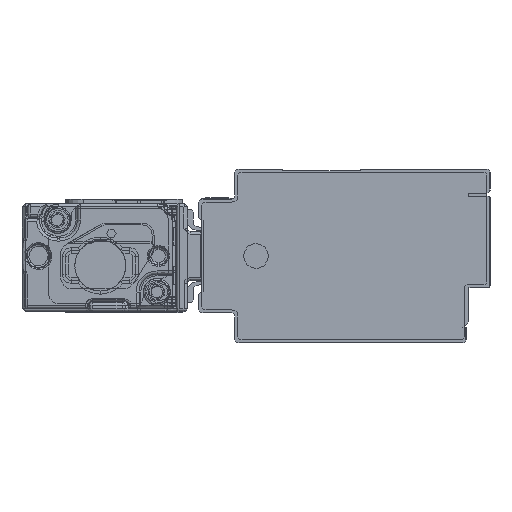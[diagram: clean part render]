
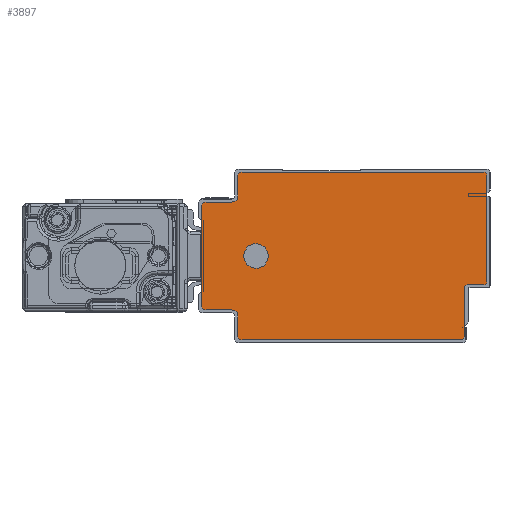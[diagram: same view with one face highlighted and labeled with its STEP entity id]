
A CAD part, left-side view. The second image highlights one B-rep face of the part: STEP entity #3897.
In plain terms, the highlighted planar face has unit normal (-1, 0, 0).
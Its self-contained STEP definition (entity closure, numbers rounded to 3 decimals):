
#1703=AXIS2_PLACEMENT_3D('Circle Axis2P3D',#1701,#1702,$) ;
#1741=AXIS2_PLACEMENT_3D('Circle Axis2P3D',#1739,#1740,$) ;
#1779=AXIS2_PLACEMENT_3D('Circle Axis2P3D',#1777,#1778,$) ;
#1817=AXIS2_PLACEMENT_3D('Circle Axis2P3D',#1815,#1816,$) ;
#3767=AXIS2_PLACEMENT_3D('Circle Axis2P3D',#3765,#3766,$) ;
#3787=AXIS2_PLACEMENT_3D('Plane Axis2P3D',#3784,#3785,#3786) ;
#3791=AXIS2_PLACEMENT_3D('Circle Axis2P3D',#3789,#3790,$) ;
#3805=AXIS2_PLACEMENT_3D('Circle Axis2P3D',#3803,#3804,$) ;
#3819=AXIS2_PLACEMENT_3D('Circle Axis2P3D',#3817,#3818,$) ;
#3833=AXIS2_PLACEMENT_3D('Circle Axis2P3D',#3831,#3832,$) ;
#3847=AXIS2_PLACEMENT_3D('Circle Axis2P3D',#3845,#3846,$) ;
#3881=AXIS2_PLACEMENT_3D('Circle Axis2P3D',#3879,#3880,$) ;
#3890=AXIS2_PLACEMENT_3D('Circle Axis2P3D',#3888,#3889,$) ;
#1659=CARTESIAN_POINT('Line Origine',(-2375.5,-3.5,19.1)) ;
#1663=CARTESIAN_POINT('Vertex',(-2375.5,-3.5,28.)) ;
#1665=CARTESIAN_POINT('Vertex',(-2375.5,-3.5,10.2)) ;
#1701=CARTESIAN_POINT('Axis2P3D Location',(-2375.5,-3.,28.)) ;
#1705=CARTESIAN_POINT('Vertex',(-2375.5,-3.,28.5)) ;
#1720=CARTESIAN_POINT('Line Origine',(-2375.5,17.25,28.5)) ;
#1724=CARTESIAN_POINT('Vertex',(-2375.5,37.5,28.5)) ;
#1739=CARTESIAN_POINT('Axis2P3D Location',(-2375.5,37.5,28.)) ;
#1743=CARTESIAN_POINT('Vertex',(-2375.5,38.,28.)) ;
#1758=CARTESIAN_POINT('Line Origine',(-2375.5,38.,26.25)) ;
#1762=CARTESIAN_POINT('Vertex',(-2375.5,38.,24.5)) ;
#1777=CARTESIAN_POINT('Axis2P3D Location',(-2375.5,39.,24.5)) ;
#1781=CARTESIAN_POINT('Vertex',(-2375.5,39.,23.5)) ;
#1796=CARTESIAN_POINT('Line Origine',(-2375.5,41.25,23.5)) ;
#1800=CARTESIAN_POINT('Vertex',(-2375.5,43.5,23.5)) ;
#1815=CARTESIAN_POINT('Axis2P3D Location',(-2375.5,43.5,23.)) ;
#1819=CARTESIAN_POINT('Vertex',(-2375.5,44.,23.)) ;
#1834=CARTESIAN_POINT('Line Origine',(-2375.5,44.,14.5)) ;
#1838=CARTESIAN_POINT('Vertex',(-2375.5,44.,6.)) ;
#3765=CARTESIAN_POINT('Axis2P3D Location',(-2375.5,-3.,10.2)) ;
#3769=CARTESIAN_POINT('Vertex',(-2375.5,-3.,9.7)) ;
#3784=CARTESIAN_POINT('Axis2P3D Location',(-2375.5,0.,0.)) ;
#3789=CARTESIAN_POINT('Axis2P3D Location',(-2375.5,43.5,6.)) ;
#3793=CARTESIAN_POINT('Vertex',(-2375.5,43.5,5.5)) ;
#3796=CARTESIAN_POINT('Line Origine',(-2375.5,41.25,5.5)) ;
#3800=CARTESIAN_POINT('Vertex',(-2375.5,39.,5.5)) ;
#3803=CARTESIAN_POINT('Axis2P3D Location',(-2375.5,39.,4.5)) ;
#3807=CARTESIAN_POINT('Vertex',(-2375.5,38.,4.5)) ;
#3810=CARTESIAN_POINT('Line Origine',(-2375.5,38.,2.75)) ;
#3814=CARTESIAN_POINT('Vertex',(-2375.5,38.,1.)) ;
#3817=CARTESIAN_POINT('Axis2P3D Location',(-2375.5,37.5,1.)) ;
#3821=CARTESIAN_POINT('Vertex',(-2375.5,37.5,0.5)) ;
#3824=CARTESIAN_POINT('Line Origine',(-2375.5,19.15,0.5)) ;
#3828=CARTESIAN_POINT('Vertex',(-2375.5,0.8,0.5)) ;
#3831=CARTESIAN_POINT('Axis2P3D Location',(-2375.5,0.8,1.)) ;
#3835=CARTESIAN_POINT('Vertex',(-2375.5,0.3,1.)) ;
#3838=CARTESIAN_POINT('Line Origine',(-2375.5,0.3,5.1)) ;
#3842=CARTESIAN_POINT('Vertex',(-2375.5,0.3,9.2)) ;
#3845=CARTESIAN_POINT('Axis2P3D Location',(-2375.5,-0.2,9.2)) ;
#3849=CARTESIAN_POINT('Vertex',(-2375.5,-0.2,9.7)) ;
#3852=CARTESIAN_POINT('Line Origine',(-2375.5,-1.6,9.7)) ;
#3879=CARTESIAN_POINT('Axis2P3D Location',(-2375.5,35.,14.5)) ;
#3883=CARTESIAN_POINT('Vertex',(-2375.5,33.186,13.509)) ;
#3885=CARTESIAN_POINT('Vertex',(-2375.5,36.814,15.491)) ;
#3888=CARTESIAN_POINT('Axis2P3D Location',(-2375.5,35.,14.5)) ;
#1660=DIRECTION('Vector Direction',(0.,0.,-1.)) ;
#1702=DIRECTION('Axis2P3D Direction',(1.,0.,0.)) ;
#1721=DIRECTION('Vector Direction',(0.,1.,0.)) ;
#1740=DIRECTION('Axis2P3D Direction',(1.,0.,0.)) ;
#1759=DIRECTION('Vector Direction',(0.,0.,1.)) ;
#1778=DIRECTION('Axis2P3D Direction',(1.,0.,0.)) ;
#1797=DIRECTION('Vector Direction',(0.,1.,0.)) ;
#1816=DIRECTION('Axis2P3D Direction',(1.,0.,0.)) ;
#1835=DIRECTION('Vector Direction',(0.,0.,1.)) ;
#3766=DIRECTION('Axis2P3D Direction',(1.,0.,0.)) ;
#3785=DIRECTION('Axis2P3D Direction',(1.,0.,0.)) ;
#3786=DIRECTION('Axis2P3D XDirection',(0.,1.,0.)) ;
#3790=DIRECTION('Axis2P3D Direction',(1.,0.,0.)) ;
#3797=DIRECTION('Vector Direction',(0.,-1.,0.)) ;
#3804=DIRECTION('Axis2P3D Direction',(1.,0.,0.)) ;
#3811=DIRECTION('Vector Direction',(0.,0.,1.)) ;
#3818=DIRECTION('Axis2P3D Direction',(1.,0.,0.)) ;
#3825=DIRECTION('Vector Direction',(0.,-1.,0.)) ;
#3832=DIRECTION('Axis2P3D Direction',(1.,0.,0.)) ;
#3839=DIRECTION('Vector Direction',(0.,0.,-1.)) ;
#3846=DIRECTION('Axis2P3D Direction',(1.,0.,0.)) ;
#3853=DIRECTION('Vector Direction',(0.,1.,0.)) ;
#3880=DIRECTION('Axis2P3D Direction',(1.,0.,0.)) ;
#3889=DIRECTION('Axis2P3D Direction',(1.,0.,0.)) ;
#1661=VECTOR('Line Direction',#1660,1.) ;
#1722=VECTOR('Line Direction',#1721,1.) ;
#1760=VECTOR('Line Direction',#1759,1.) ;
#1798=VECTOR('Line Direction',#1797,1.) ;
#1836=VECTOR('Line Direction',#1835,1.) ;
#3798=VECTOR('Line Direction',#3797,1.) ;
#3812=VECTOR('Line Direction',#3811,1.) ;
#3826=VECTOR('Line Direction',#3825,1.) ;
#3840=VECTOR('Line Direction',#3839,1.) ;
#3854=VECTOR('Line Direction',#3853,1.) ;
#3858=ORIENTED_EDGE('',*,*,#1726,.F.) ;
#3859=ORIENTED_EDGE('',*,*,#1745,.F.) ;
#3860=ORIENTED_EDGE('',*,*,#1764,.F.) ;
#3861=ORIENTED_EDGE('',*,*,#1783,.F.) ;
#3862=ORIENTED_EDGE('',*,*,#1802,.F.) ;
#3863=ORIENTED_EDGE('',*,*,#1821,.F.) ;
#3864=ORIENTED_EDGE('',*,*,#1840,.F.) ;
#3865=ORIENTED_EDGE('',*,*,#3795,.F.) ;
#3866=ORIENTED_EDGE('',*,*,#3802,.F.) ;
#3867=ORIENTED_EDGE('',*,*,#3809,.F.) ;
#3868=ORIENTED_EDGE('',*,*,#3816,.F.) ;
#3869=ORIENTED_EDGE('',*,*,#3823,.F.) ;
#3870=ORIENTED_EDGE('',*,*,#3830,.F.) ;
#3871=ORIENTED_EDGE('',*,*,#3837,.F.) ;
#3872=ORIENTED_EDGE('',*,*,#3844,.F.) ;
#3873=ORIENTED_EDGE('',*,*,#3851,.F.) ;
#3874=ORIENTED_EDGE('',*,*,#3856,.F.) ;
#3875=ORIENTED_EDGE('',*,*,#3771,.F.) ;
#3876=ORIENTED_EDGE('',*,*,#1667,.F.) ;
#3877=ORIENTED_EDGE('',*,*,#1707,.F.) ;
#3894=ORIENTED_EDGE('',*,*,#3887,.T.) ;
#3895=ORIENTED_EDGE('',*,*,#3892,.T.) ;
#3896=FACE_BOUND('',#3893,.T.) ;
#3897=ADVANCED_FACE('\X2\FF8EFF9EFF83FF9EFF68FF70\X0\.2',(#3878,#3896),#3788,.F.) ;
#1704=CIRCLE('generated circle',#1703,0.5) ;
#1742=CIRCLE('generated circle',#1741,0.5) ;
#1780=CIRCLE('generated circle',#1779,1.) ;
#1818=CIRCLE('generated circle',#1817,0.5) ;
#3768=CIRCLE('generated circle',#3767,0.5) ;
#3792=CIRCLE('generated circle',#3791,0.5) ;
#3806=CIRCLE('generated circle',#3805,1.) ;
#3820=CIRCLE('generated circle',#3819,0.5) ;
#3834=CIRCLE('generated circle',#3833,0.5) ;
#3848=CIRCLE('generated circle',#3847,0.5) ;
#3882=CIRCLE('generated circle',#3881,2.067) ;
#3891=CIRCLE('generated circle',#3890,2.067) ;
#1667=EDGE_CURVE('',#1664,#1666,#1662,.T.) ;
#1707=EDGE_CURVE('',#1706,#1664,#1704,.T.) ;
#1726=EDGE_CURVE('',#1725,#1706,#1723,.F.) ;
#1745=EDGE_CURVE('',#1744,#1725,#1742,.T.) ;
#1764=EDGE_CURVE('',#1763,#1744,#1761,.T.) ;
#1783=EDGE_CURVE('',#1782,#1763,#1780,.F.) ;
#1802=EDGE_CURVE('',#1801,#1782,#1799,.F.) ;
#1821=EDGE_CURVE('',#1820,#1801,#1818,.T.) ;
#1840=EDGE_CURVE('',#1839,#1820,#1837,.T.) ;
#3771=EDGE_CURVE('',#1666,#3770,#3768,.T.) ;
#3795=EDGE_CURVE('',#3794,#1839,#3792,.T.) ;
#3802=EDGE_CURVE('',#3801,#3794,#3799,.F.) ;
#3809=EDGE_CURVE('',#3808,#3801,#3806,.F.) ;
#3816=EDGE_CURVE('',#3815,#3808,#3813,.T.) ;
#3823=EDGE_CURVE('',#3822,#3815,#3820,.T.) ;
#3830=EDGE_CURVE('',#3829,#3822,#3827,.F.) ;
#3837=EDGE_CURVE('',#3836,#3829,#3834,.T.) ;
#3844=EDGE_CURVE('',#3843,#3836,#3841,.T.) ;
#3851=EDGE_CURVE('',#3850,#3843,#3848,.F.) ;
#3856=EDGE_CURVE('',#3770,#3850,#3855,.T.) ;
#3887=EDGE_CURVE('',#3884,#3886,#3882,.T.) ;
#3892=EDGE_CURVE('',#3886,#3884,#3891,.T.) ;
#3857=EDGE_LOOP('',(#3858,#3859,#3860,#3861,#3862,#3863,#3864,#3865,#3866,#3867,#3868,#3869,#3870,#3871,#3872,#3873,#3874,#3875,#3876,#3877)) ;
#3893=EDGE_LOOP('',(#3894,#3895)) ;
#3878=FACE_OUTER_BOUND('',#3857,.T.) ;
#1662=LINE('Line',#1659,#1661) ;
#1723=LINE('Line',#1720,#1722) ;
#1761=LINE('Line',#1758,#1760) ;
#1799=LINE('Line',#1796,#1798) ;
#1837=LINE('Line',#1834,#1836) ;
#3799=LINE('Line',#3796,#3798) ;
#3813=LINE('Line',#3810,#3812) ;
#3827=LINE('Line',#3824,#3826) ;
#3841=LINE('Line',#3838,#3840) ;
#3855=LINE('Line',#3852,#3854) ;
#3788=PLANE('Plane',#3787) ;
#1664=VERTEX_POINT('',#1663) ;
#1666=VERTEX_POINT('',#1665) ;
#1706=VERTEX_POINT('',#1705) ;
#1725=VERTEX_POINT('',#1724) ;
#1744=VERTEX_POINT('',#1743) ;
#1763=VERTEX_POINT('',#1762) ;
#1782=VERTEX_POINT('',#1781) ;
#1801=VERTEX_POINT('',#1800) ;
#1820=VERTEX_POINT('',#1819) ;
#1839=VERTEX_POINT('',#1838) ;
#3770=VERTEX_POINT('',#3769) ;
#3794=VERTEX_POINT('',#3793) ;
#3801=VERTEX_POINT('',#3800) ;
#3808=VERTEX_POINT('',#3807) ;
#3815=VERTEX_POINT('',#3814) ;
#3822=VERTEX_POINT('',#3821) ;
#3829=VERTEX_POINT('',#3828) ;
#3836=VERTEX_POINT('',#3835) ;
#3843=VERTEX_POINT('',#3842) ;
#3850=VERTEX_POINT('',#3849) ;
#3884=VERTEX_POINT('',#3883) ;
#3886=VERTEX_POINT('',#3885) ;
